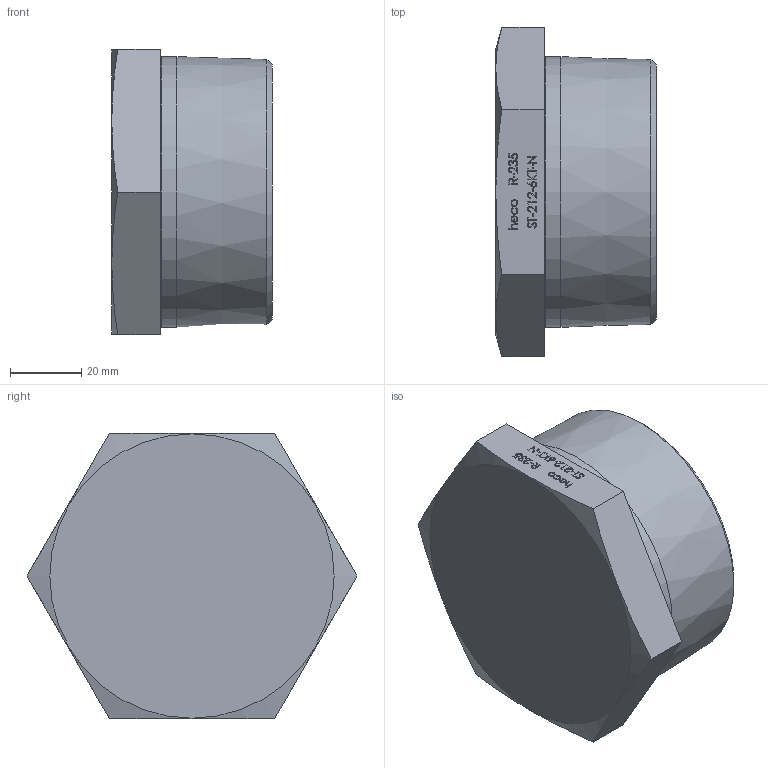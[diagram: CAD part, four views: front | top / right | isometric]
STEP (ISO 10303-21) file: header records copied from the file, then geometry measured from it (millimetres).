
FILE_DESCRIPTION (( 'STEP AP214' ), '1' );
FILE_NAME ('ST-212-6KT-N R-235 Stopfen 6KT kon 2011.STEP', '2020-11-17T09:43:30', ( '' ), ( '' ), 'SwSTEP 2.0', 'SolidWorks 2019', '' );
FILE_SCHEMA (( 'AUTOMOTIVE_DESIGN' ));
Length unit declared in the file: millimetre
Products named in the file (1): ST-212-6KT-N R-235 Stopfen 6KT kon 2011
Bounding box: 45 x 92.38 x 80.01 mm (x, y, z)
Volume: 213797.3 mm3; surface area: 21694.8 mm2
Topology: 1 solids, 1 shells, 258 faces, 687 edges, 457 vertices
Faces by surface type: plane 149, bspline 104, cone 3, cylinder 1, torus 1
Full cylindrical faces by diameter (mm): 75.759 x1
Entity records: 15916 total; most frequent: CARTESIAN_POINT 7559, ORIENTED_EDGE 1362, DIRECTION 783, EDGE_CURVE 681, LINE 461, VECTOR 461, VERTEX_POINT 456, EDGE_LOOP 289
